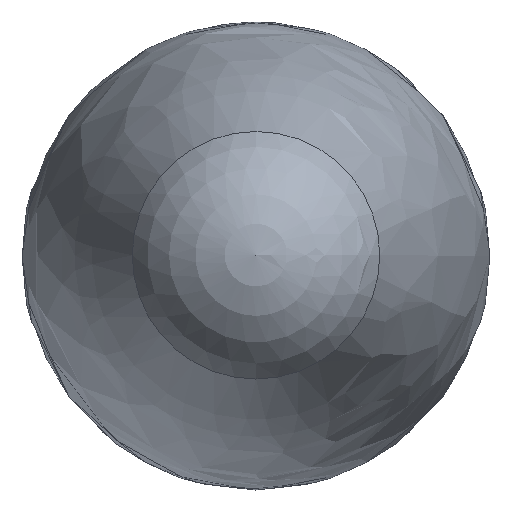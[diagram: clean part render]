
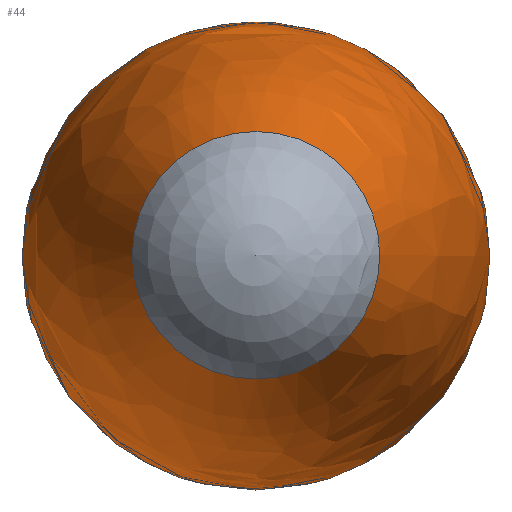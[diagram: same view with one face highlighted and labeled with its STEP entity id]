
A CAD part, top view. The second image highlights one B-rep face of the part: STEP entity #44.
In plain terms, the highlighted free-form (B-spline) face has degree [3, 3] with [4, 7] control points.
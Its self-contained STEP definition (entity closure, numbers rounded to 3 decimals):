
#44 = ADVANCED_FACE( '', ( #88, #89 ), #90, .T. );
#88 = FACE_OUTER_BOUND( '', #126, .T. );
#89 = FACE_OUTER_BOUND( '', #127, .T. );
#90 = ( BOUNDED_SURFACE(  )B_SPLINE_SURFACE( 3, 3, ( ( #130, #131, #132, #133, #134, #135, #136 ), ( #137, #138, #139, #140, #141, #142, #143 ), ( #144, #145, #146, #147, #148, #149, #150 ), ( #151, #152, #153, #154, #155, #156, #157 ) ), .UNSPECIFIED., .F., .T., .F. )B_SPLINE_SURFACE_WITH_KNOTS( ( 4, 4 ), ( 4, 3, 4 ), ( 0., 6.283 ), ( -0.343, 0.024, 0.391 ), .UNSPECIFIED. )GEOMETRIC_REPRESENTATION_ITEM(  )RATIONAL_B_SPLINE_SURFACE( ( ( 1., 0.333, 0.333, 1., 0.333, 0.333, 1. ), ( 0.956, 0.319, 0.319, 0.956, 0.319, 0.319, 0.956 ), ( 0.956, 0.319, 0.319, 0.956, 0.319, 0.319, 0.956 ), ( 1., 0.333, 0.333, 1., 0.333, 0.333, 1. ) ) )REPRESENTATION_ITEM( '' )SURFACE(  ) );
#126 = EDGE_LOOP( '', ( #204 ) );
#127 = EDGE_LOOP( '', ( #205 ) );
#130 = CARTESIAN_POINT( '', ( 9.245, 0., 78.812 ) );
#131 = CARTESIAN_POINT( '', ( 9.245, 18.49, 78.812 ) );
#132 = CARTESIAN_POINT( '', ( -9.245, 18.49, 78.812 ) );
#133 = CARTESIAN_POINT( '', ( -9.245, 0., 78.812 ) );
#134 = CARTESIAN_POINT( '', ( -9.245, -18.49, 78.812 ) );
#135 = CARTESIAN_POINT( '', ( 9.245, -18.49, 78.812 ) );
#136 = CARTESIAN_POINT( '', ( 9.245, 0., 78.812 ) );
#137 = CARTESIAN_POINT( '', ( 19.684, 0., 53.495 ) );
#138 = CARTESIAN_POINT( '', ( 19.684, 39.368, 53.495 ) );
#139 = CARTESIAN_POINT( '', ( -19.684, 39.368, 53.495 ) );
#140 = CARTESIAN_POINT( '', ( -19.684, 0., 53.495 ) );
#141 = CARTESIAN_POINT( '', ( -19.684, -39.368, 53.495 ) );
#142 = CARTESIAN_POINT( '', ( 19.684, -39.368, 53.495 ) );
#143 = CARTESIAN_POINT( '', ( 19.684, 0., 53.495 ) );
#144 = CARTESIAN_POINT( '', ( 20.338, 0., 26.118 ) );
#145 = CARTESIAN_POINT( '', ( 20.338, 40.675, 26.118 ) );
#146 = CARTESIAN_POINT( '', ( -20.338, 40.675, 26.118 ) );
#147 = CARTESIAN_POINT( '', ( -20.338, 0., 26.118 ) );
#148 = CARTESIAN_POINT( '', ( -20.338, -40.675, 26.118 ) );
#149 = CARTESIAN_POINT( '', ( 20.338, -40.675, 26.118 ) );
#150 = CARTESIAN_POINT( '', ( 20.338, 0., 26.118 ) );
#151 = CARTESIAN_POINT( '', ( 11.119, 0., 0.332 ) );
#152 = CARTESIAN_POINT( '', ( 11.119, 22.238, 0.332 ) );
#153 = CARTESIAN_POINT( '', ( -11.119, 22.238, 0.332 ) );
#154 = CARTESIAN_POINT( '', ( -11.119, 0., 0.332 ) );
#155 = CARTESIAN_POINT( '', ( -11.119, -22.238, 0.332 ) );
#156 = CARTESIAN_POINT( '', ( 11.119, -22.238, 0.332 ) );
#157 = CARTESIAN_POINT( '', ( 11.119, 0., 0.332 ) );
#204 = ORIENTED_EDGE( '', *, *, #214, .T. );
#205 = ORIENTED_EDGE( '', *, *, #224, .F. );
#214 = EDGE_CURVE( '', #231, #231, #232, .T. );
#224 = EDGE_CURVE( '', #245, #245, #246, .T. );
#231 = VERTEX_POINT( '', #253 );
#232 = CIRCLE( '', #254, 11.119 );
#245 = VERTEX_POINT( '', #267 );
#246 = CIRCLE( '', #268, 9.245 );
#253 = CARTESIAN_POINT( '', ( 11.119, 0., 0.332 ) );
#254 = AXIS2_PLACEMENT_3D( '', #275, #276, #277 );
#267 = CARTESIAN_POINT( '', ( 9.245, 0., 78.812 ) );
#268 = AXIS2_PLACEMENT_3D( '', #290, #291, #292 );
#275 = CARTESIAN_POINT( '', ( 0., 0., 0.332 ) );
#276 = DIRECTION( '', ( 0., 0., 1. ) );
#277 = DIRECTION( '', ( 1., 0., 0. ) );
#290 = CARTESIAN_POINT( '', ( 0., 0., 78.812 ) );
#291 = DIRECTION( '', ( 0., 0., 1. ) );
#292 = DIRECTION( '', ( 1., 0., 0. ) );
